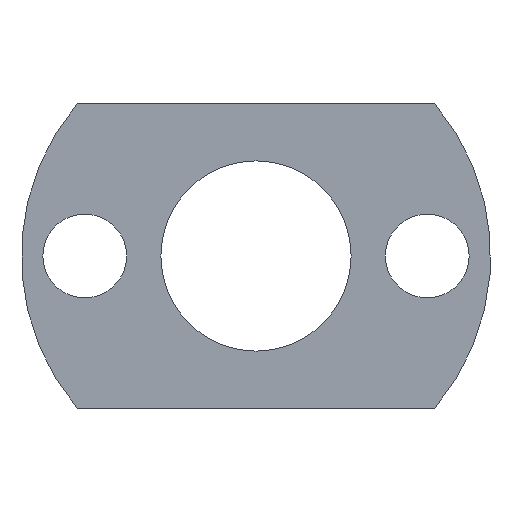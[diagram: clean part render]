
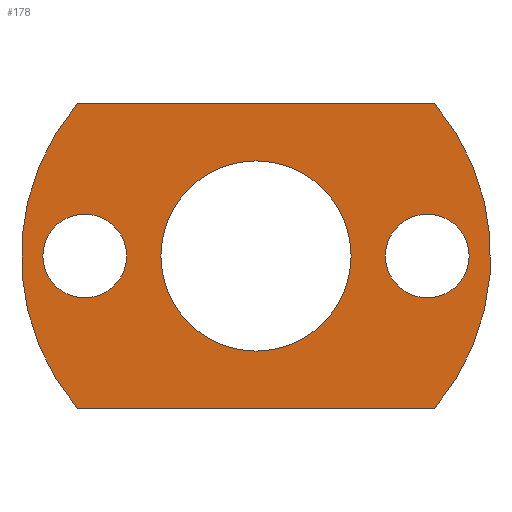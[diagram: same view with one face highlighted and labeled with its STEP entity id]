
A CAD part, front view. The second image highlights one B-rep face of the part: STEP entity #178.
In plain terms, the highlighted planar face has unit normal (0, -1, 0).
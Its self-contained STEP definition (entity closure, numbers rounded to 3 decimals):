
#7 = CIRCLE ( 'NONE', #357, 7.5 ) ;
#11 = AXIS2_PLACEMENT_3D ( 'NONE', #108, #145, #426 ) ;
#13 = ORIENTED_EDGE ( 'NONE', *, *, #433, .T. ) ;
#15 = EDGE_CURVE ( 'NONE', #33, #431, #201, .T. ) ;
#20 = DIRECTION ( 'NONE',  ( 0., 0., 1. ) ) ;
#23 = EDGE_LOOP ( 'NONE', ( #257, #452 ) ) ;
#25 = FACE_BOUND ( 'NONE', #455, .T. ) ;
#31 = CARTESIAN_POINT ( 'NONE',  ( -14.08, -4.5, -12. ) ) ;
#32 = CARTESIAN_POINT ( 'NONE',  ( -13.5, -4.5, -3.3 ) ) ;
#33 = VERTEX_POINT ( 'NONE', #273 ) ;
#44 = DIRECTION ( 'NONE',  ( 0., 0., 1. ) ) ;
#47 = DIRECTION ( 'NONE',  ( 0., 1., 0. ) ) ;
#50 = VERTEX_POINT ( 'NONE', #182 ) ;
#58 = CARTESIAN_POINT ( 'NONE',  ( 0., -4.5, -7.5 ) ) ;
#63 = CARTESIAN_POINT ( 'NONE',  ( 13.5, -4.5, 0. ) ) ;
#65 = ORIENTED_EDGE ( 'NONE', *, *, #15, .T. ) ;
#66 = DIRECTION ( 'NONE',  ( 0., 0., 1. ) ) ;
#79 = FACE_BOUND ( 'NONE', #23, .T. ) ;
#81 = DIRECTION ( 'NONE',  ( 1., 0., 0. ) ) ;
#95 = CARTESIAN_POINT ( 'NONE',  ( 0., -4.5, 0. ) ) ;
#97 = ORIENTED_EDGE ( 'NONE', *, *, #128, .T. ) ;
#103 = DIRECTION ( 'NONE',  ( 0., 0., 1. ) ) ;
#107 = EDGE_LOOP ( 'NONE', ( #97, #65 ) ) ;
#108 = CARTESIAN_POINT ( 'NONE',  ( 13.5, -4.5, 0. ) ) ;
#121 = CARTESIAN_POINT ( 'NONE',  ( -14.08, -4.5, 12. ) ) ;
#123 = AXIS2_PLACEMENT_3D ( 'NONE', #259, #499, #66 ) ;
#125 = ORIENTED_EDGE ( 'NONE', *, *, #277, .F. ) ;
#128 = EDGE_CURVE ( 'NONE', #431, #33, #492, .T. ) ;
#145 = DIRECTION ( 'NONE',  ( 0., 1., 0. ) ) ;
#146 = EDGE_LOOP ( 'NONE', ( #125, #470, #359, #416 ) ) ;
#162 = FACE_BOUND ( 'NONE', #107, .T. ) ;
#178 = ADVANCED_FACE ( 'NONE', ( #333, #79, #25, #162 ), #226, .F. ) ;
#182 = CARTESIAN_POINT ( 'NONE',  ( 14.08, -4.5, -12. ) ) ;
#183 = DIRECTION ( 'NONE',  ( 0., 0., 1. ) ) ;
#184 = LINE ( 'NONE', #325, #290 ) ;
#187 = EDGE_CURVE ( 'NONE', #301, #197, #268, .T. ) ;
#189 = DIRECTION ( 'NONE',  ( 0., 1., 0. ) ) ;
#197 = VERTEX_POINT ( 'NONE', #203 ) ;
#198 = VERTEX_POINT ( 'NONE', #353 ) ;
#201 = CIRCLE ( 'NONE', #371, 3.3 ) ;
#203 = CARTESIAN_POINT ( 'NONE',  ( -13.5, -4.5, 3.3 ) ) ;
#205 = CARTESIAN_POINT ( 'NONE',  ( 0., -4.5, 0. ) ) ;
#206 = DIRECTION ( 'NONE',  ( 0., 1., 0. ) ) ;
#207 = CARTESIAN_POINT ( 'NONE',  ( -13.5, -4.5, 0. ) ) ;
#217 = CARTESIAN_POINT ( 'NONE',  ( 0., -4.5, 0. ) ) ;
#224 = DIRECTION ( 'NONE',  ( 0., 0., 1. ) ) ;
#226 = PLANE ( 'NONE',  #263 ) ;
#238 = EDGE_CURVE ( 'NONE', #472, #392, #349, .T. ) ;
#245 = CARTESIAN_POINT ( 'NONE',  ( 0., -4.5, 0. ) ) ;
#252 = CIRCLE ( 'NONE', #506, 18.5 ) ;
#257 = ORIENTED_EDGE ( 'NONE', *, *, #238, .T. ) ;
#259 = CARTESIAN_POINT ( 'NONE',  ( -13.5, -4.5, 0. ) ) ;
#263 = AXIS2_PLACEMENT_3D ( 'NONE', #95, #189, #224 ) ;
#267 = CARTESIAN_POINT ( 'NONE',  ( 0., -4.5, 7.5 ) ) ;
#268 = CIRCLE ( 'NONE', #123, 3.3 ) ;
#273 = CARTESIAN_POINT ( 'NONE',  ( 13.5, -4.5, 3.3 ) ) ;
#277 = EDGE_CURVE ( 'NONE', #396, #447, #378, .T. ) ;
#286 = DIRECTION ( 'NONE',  ( 0., 0., 1. ) ) ;
#290 = VECTOR ( 'NONE', #483, 1000. ) ;
#301 = VERTEX_POINT ( 'NONE', #32 ) ;
#303 = EDGE_CURVE ( 'NONE', #50, #396, #184, .T. ) ;
#312 = DIRECTION ( 'NONE',  ( 0., 1., 0. ) ) ;
#323 = CIRCLE ( 'NONE', #329, 3.3 ) ;
#325 = CARTESIAN_POINT ( 'NONE',  ( -14.08, -4.5, -12. ) ) ;
#326 = EDGE_CURVE ( 'NONE', #198, #50, #252, .T. ) ;
#329 = AXIS2_PLACEMENT_3D ( 'NONE', #207, #47, #44 ) ;
#333 = FACE_OUTER_BOUND ( 'NONE', #146, .T. ) ;
#346 = ORIENTED_EDGE ( 'NONE', *, *, #187, .T. ) ;
#349 = CIRCLE ( 'NONE', #362, 7.5 ) ;
#353 = CARTESIAN_POINT ( 'NONE',  ( 14.08, -4.5, 12. ) ) ;
#357 = AXIS2_PLACEMENT_3D ( 'NONE', #217, #206, #183 ) ;
#359 = ORIENTED_EDGE ( 'NONE', *, *, #326, .F. ) ;
#362 = AXIS2_PLACEMENT_3D ( 'NONE', #205, #479, #439 ) ;
#363 = LINE ( 'NONE', #121, #390 ) ;
#371 = AXIS2_PLACEMENT_3D ( 'NONE', #63, #312, #20 ) ;
#375 = EDGE_CURVE ( 'NONE', #447, #198, #363, .T. ) ;
#378 = CIRCLE ( 'NONE', #449, 18.5 ) ;
#390 = VECTOR ( 'NONE', #81, 1000. ) ;
#392 = VERTEX_POINT ( 'NONE', #267 ) ;
#396 = VERTEX_POINT ( 'NONE', #31 ) ;
#402 = DIRECTION ( 'NONE',  ( 0., 1., 0. ) ) ;
#416 = ORIENTED_EDGE ( 'NONE', *, *, #375, .F. ) ;
#423 = EDGE_CURVE ( 'NONE', #392, #472, #7, .T. ) ;
#426 = DIRECTION ( 'NONE',  ( 0., 0., 1. ) ) ;
#431 = VERTEX_POINT ( 'NONE', #466 ) ;
#433 = EDGE_CURVE ( 'NONE', #197, #301, #323, .T. ) ;
#439 = DIRECTION ( 'NONE',  ( 0., 0., 1. ) ) ;
#447 = VERTEX_POINT ( 'NONE', #496 ) ;
#449 = AXIS2_PLACEMENT_3D ( 'NONE', #245, #527, #286 ) ;
#451 = CARTESIAN_POINT ( 'NONE',  ( 0., -4.5, 0. ) ) ;
#452 = ORIENTED_EDGE ( 'NONE', *, *, #423, .T. ) ;
#455 = EDGE_LOOP ( 'NONE', ( #346, #13 ) ) ;
#466 = CARTESIAN_POINT ( 'NONE',  ( 13.5, -4.5, -3.3 ) ) ;
#470 = ORIENTED_EDGE ( 'NONE', *, *, #303, .F. ) ;
#472 = VERTEX_POINT ( 'NONE', #58 ) ;
#479 = DIRECTION ( 'NONE',  ( 0., 1., 0. ) ) ;
#483 = DIRECTION ( 'NONE',  ( -1., 0., 0. ) ) ;
#492 = CIRCLE ( 'NONE', #11, 3.3 ) ;
#496 = CARTESIAN_POINT ( 'NONE',  ( -14.08, -4.5, 12. ) ) ;
#499 = DIRECTION ( 'NONE',  ( 0., 1., 0. ) ) ;
#506 = AXIS2_PLACEMENT_3D ( 'NONE', #451, #402, #103 ) ;
#527 = DIRECTION ( 'NONE',  ( 0., 1., 0. ) ) ;
